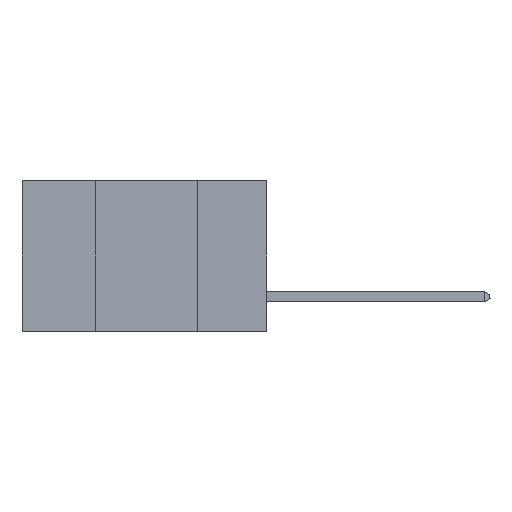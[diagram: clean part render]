
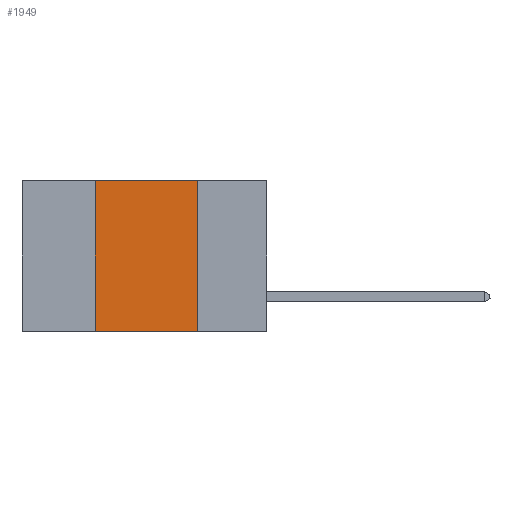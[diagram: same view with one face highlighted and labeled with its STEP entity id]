
A CAD part, left-side view. The second image highlights one B-rep face of the part: STEP entity #1949.
In plain terms, the highlighted planar face has unit normal (-1, 0, 0).
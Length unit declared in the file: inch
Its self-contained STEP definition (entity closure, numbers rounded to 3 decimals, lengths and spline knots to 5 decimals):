
#1093 = CARTESIAN_POINT ( 'NONE',  ( 0., 0.17, -0.37 ) ) ;
#1352 = EDGE_CURVE ( 'NONE', #11201, #2659, #17329, .T. ) ;
#1542 = CARTESIAN_POINT ( 'NONE',  ( 0., 0.42, 0. ) ) ;
#1698 = LINE ( 'NONE', #11646, #9774 ) ;
#1949 = ADVANCED_FACE ( 'NONE', ( #2798 ), #18191, .F. ) ;
#2659 = VERTEX_POINT ( 'NONE', #1093 ) ;
#2798 = FACE_OUTER_BOUND ( 'NONE', #12389, .T. ) ;
#4914 = VECTOR ( 'NONE', #6475, 39.37008 ) ;
#6238 = VECTOR ( 'NONE', #9972, 39.37008 ) ;
#6475 = DIRECTION ( 'NONE',  ( 0., 0., 1. ) ) ;
#7476 = CARTESIAN_POINT ( 'NONE',  ( 0., 0.6, -0.37 ) ) ;
#7916 = LINE ( 'NONE', #7476, #16783 ) ;
#8021 = CARTESIAN_POINT ( 'NONE',  ( 0., 0.42, 0. ) ) ;
#8169 = VERTEX_POINT ( 'NONE', #9048 ) ;
#8395 = DIRECTION ( 'NONE',  ( 0., -1., 0. ) ) ;
#8513 = CARTESIAN_POINT ( 'NONE',  ( 0., 0.17, 0. ) ) ;
#8903 = DIRECTION ( 'NONE',  ( 0., -1., 0. ) ) ;
#9048 = CARTESIAN_POINT ( 'NONE',  ( 0., 0.42, -0.37 ) ) ;
#9730 = ORIENTED_EDGE ( 'NONE', *, *, #12792, .F. ) ;
#9774 = VECTOR ( 'NONE', #8903, 39.37008 ) ;
#9972 = DIRECTION ( 'NONE',  ( 0., 0., -1. ) ) ;
#11201 = VERTEX_POINT ( 'NONE', #17934 ) ;
#11646 = CARTESIAN_POINT ( 'NONE',  ( 0., 0.6, 0. ) ) ;
#12389 = EDGE_LOOP ( 'NONE', ( #15816, #18125, #9730, #16073 ) ) ;
#12792 = EDGE_CURVE ( 'NONE', #8169, #18647, #15136, .T. ) ;
#15136 = LINE ( 'NONE', #8021, #4914 ) ;
#15393 = DIRECTION ( 'NONE',  ( 0., 0., -1. ) ) ;
#15619 = EDGE_CURVE ( 'NONE', #18647, #11201, #1698, .T. ) ;
#15816 = ORIENTED_EDGE ( 'NONE', *, *, #1352, .F. ) ;
#16073 = ORIENTED_EDGE ( 'NONE', *, *, #16706, .T. ) ;
#16706 = EDGE_CURVE ( 'NONE', #8169, #2659, #7916, .T. ) ;
#16783 = VECTOR ( 'NONE', #8395, 39.37008 ) ;
#16827 = CARTESIAN_POINT ( 'NONE',  ( 0., 0.6, 0. ) ) ;
#17329 = LINE ( 'NONE', #8513, #6238 ) ;
#17822 = AXIS2_PLACEMENT_3D ( 'NONE', #16827, #18323, #15393 ) ;
#17934 = CARTESIAN_POINT ( 'NONE',  ( 0., 0.17, 0. ) ) ;
#18125 = ORIENTED_EDGE ( 'NONE', *, *, #15619, .F. ) ;
#18191 = PLANE ( 'NONE',  #17822 ) ;
#18323 = DIRECTION ( 'NONE',  ( 1., 0., 0. ) ) ;
#18647 = VERTEX_POINT ( 'NONE', #1542 ) ;
